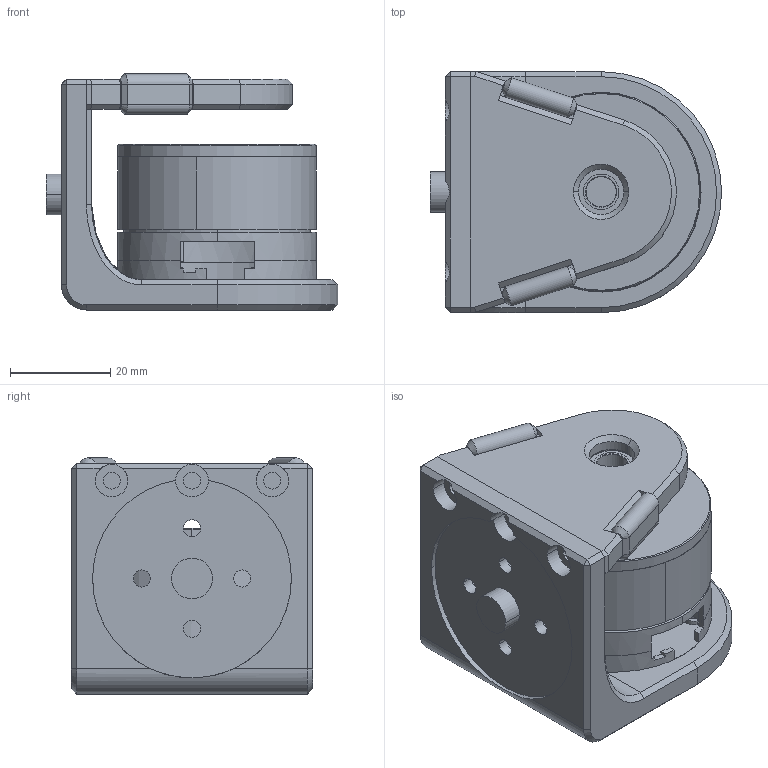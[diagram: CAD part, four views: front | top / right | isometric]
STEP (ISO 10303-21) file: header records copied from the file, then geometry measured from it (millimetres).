
FILE_DESCRIPTION (( 'STEP AP214' ), '1' );
FILE_NAME ('Wrist_Link.STEP', '2022-04-15T02:33:07', ( '' ), ( '' ), 'SwSTEP 2.0', 'SolidWorks 2021', '' );
FILE_SCHEMA (( 'AUTOMOTIVE_DESIGN' ));
Length unit declared in the file: millimetre
Products named in the file (6): 葆雖虞 蝶饜ぷURDF; Wrist_Link; 碟й2[1]URDF; RMD-4010.stepURDF; 碟й2[2]URDF; B676ZZURDF
Assembly tree (6 placements, depth 2):
  Wrist_Link
    碟й2[1]URDF
    碟й2[2]URDF
    B676ZZURDF
    葆雖虞 蝶饜ぷURDF  x2
    RMD-4010.stepURDF
Bounding box: 58 x 48 x 47 mm (x, y, z)
Volume: 40203.4 mm3; surface area: 30904.3 mm2
Topology: 13 solids, 15 shells, 514 faces, 1287 edges, 822 vertices
Faces by surface type: cylinder 220, plane 215, cone 57, torus 15, sphere 4, bspline 3
Entity records: 16367 total; most frequent: CARTESIAN_POINT 3398, DIRECTION 2764, ORIENTED_EDGE 2470, EDGE_CURVE 1235, AXIS2_PLACEMENT_3D 1089, VERTEX_POINT 802, EDGE_LOOP 597, LINE 586
